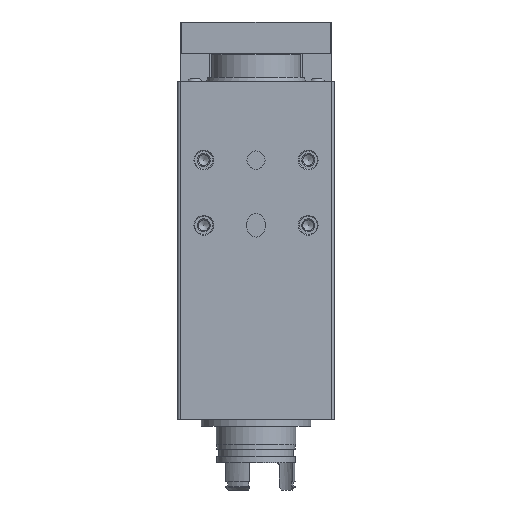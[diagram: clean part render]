
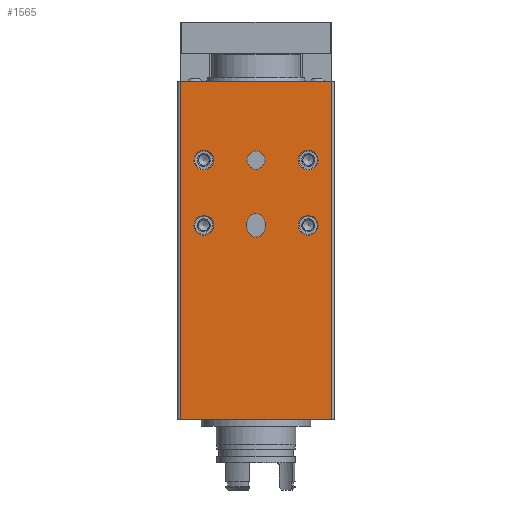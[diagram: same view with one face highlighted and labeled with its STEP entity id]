
A CAD part, front view. The second image highlights one B-rep face of the part: STEP entity #1565.
In plain terms, the highlighted planar face has unit normal (0, -1, 0).
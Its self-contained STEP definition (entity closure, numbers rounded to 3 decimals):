
#1565 = ADVANCED_FACE( '', ( #3428, #3429, #3430, #3431, #3432, #3433, #3434 ), #3435, .F. );
#3428 = FACE_BOUND( '', #5502, .T. );
#3429 = FACE_BOUND( '', #5503, .T. );
#3430 = FACE_BOUND( '', #5504, .T. );
#3431 = FACE_BOUND( '', #5505, .T. );
#3432 = FACE_OUTER_BOUND( '', #5506, .T. );
#3433 = FACE_BOUND( '', #5507, .T. );
#3434 = FACE_BOUND( '', #5508, .T. );
#3435 = PLANE( '', #5509 );
#5502 = EDGE_LOOP( '', ( #9571 ) );
#5503 = EDGE_LOOP( '', ( #9572 ) );
#5504 = EDGE_LOOP( '', ( #9573 ) );
#5505 = EDGE_LOOP( '', ( #9574 ) );
#5506 = EDGE_LOOP( '', ( #9575, #9576, #9577, #9578 ) );
#5507 = EDGE_LOOP( '', ( #9579 ) );
#5508 = EDGE_LOOP( '', ( #9580, #9581, #9582, #9583 ) );
#5509 = AXIS2_PLACEMENT_3D( '', #9584, #9585, #9586 );
#9571 = ORIENTED_EDGE( '', *, *, #11161, .F. );
#9572 = ORIENTED_EDGE( '', *, *, #12552, .F. );
#9573 = ORIENTED_EDGE( '', *, *, #11812, .F. );
#9574 = ORIENTED_EDGE( '', *, *, #12397, .F. );
#9575 = ORIENTED_EDGE( '', *, *, #11662, .T. );
#9576 = ORIENTED_EDGE( '', *, *, #11816, .F. );
#9577 = ORIENTED_EDGE( '', *, *, #12678, .F. );
#9578 = ORIENTED_EDGE( '', *, *, #12679, .T. );
#9579 = ORIENTED_EDGE( '', *, *, #11774, .T. );
#9580 = ORIENTED_EDGE( '', *, *, #12221, .T. );
#9581 = ORIENTED_EDGE( '', *, *, #12446, .T. );
#9582 = ORIENTED_EDGE( '', *, *, #12680, .T. );
#9583 = ORIENTED_EDGE( '', *, *, #11114, .T. );
#9584 = CARTESIAN_POINT( '', ( -29., -30., 129.5 ) );
#9585 = DIRECTION( '', ( 0., 1., 0. ) );
#9586 = DIRECTION( '', ( 0., 0., 1. ) );
#11114 = EDGE_CURVE( '', #13034, #13035, #13036, .T. );
#11161 = EDGE_CURVE( '', #13118, #13118, #13119, .T. );
#11662 = EDGE_CURVE( '', #13973, #13971, #13974, .T. );
#11774 = EDGE_CURVE( '', #14163, #14163, #14164, .T. );
#11812 = EDGE_CURVE( '', #14226, #14226, #14227, .T. );
#11816 = EDGE_CURVE( '', #14231, #13971, #14233, .T. );
#12221 = EDGE_CURVE( '', #13035, #14830, #14831, .T. );
#12397 = EDGE_CURVE( '', #15074, #15074, #15075, .T. );
#12446 = EDGE_CURVE( '', #14830, #15142, #15143, .T. );
#12552 = EDGE_CURVE( '', #15282, #15282, #15283, .T. );
#12678 = EDGE_CURVE( '', #15440, #14231, #15441, .T. );
#12679 = EDGE_CURVE( '', #15440, #13973, #15442, .T. );
#12680 = EDGE_CURVE( '', #15142, #13034, #15443, .T. );
#13034 = VERTEX_POINT( '', #15857 );
#13035 = VERTEX_POINT( '', #15858 );
#13036 = LINE( '', #15859, #15860 );
#13118 = VERTEX_POINT( '', #15964 );
#13119 = CIRCLE( '', #15965, 3.8 );
#13971 = VERTEX_POINT( '', #17436 );
#13973 = VERTEX_POINT( '', #17438 );
#13974 = LINE( '', #17439, #17440 );
#14163 = VERTEX_POINT( '', #17696 );
#14164 = CIRCLE( '', #17697, 3.5 );
#14226 = VERTEX_POINT( '', #17774 );
#14227 = CIRCLE( '', #17775, 3.8 );
#14231 = VERTEX_POINT( '', #17780 );
#14233 = LINE( '', #17782, #17783 );
#14830 = VERTEX_POINT( '', #18676 );
#14831 = CIRCLE( '', #18677, 3.5 );
#15074 = VERTEX_POINT( '', #19023 );
#15075 = CIRCLE( '', #19024, 3.8 );
#15142 = VERTEX_POINT( '', #19118 );
#15143 = LINE( '', #19119, #19120 );
#15282 = VERTEX_POINT( '', #19330 );
#15283 = CIRCLE( '', #19331, 3.8 );
#15440 = VERTEX_POINT( '', #19538 );
#15441 = LINE( '', #19539, #19540 );
#15442 = LINE( '', #19541, #19542 );
#15443 = CIRCLE( '', #19543, 3.5 );
#15857 = CARTESIAN_POINT( '', ( 3.5, -30., 75.5 ) );
#15858 = CARTESIAN_POINT( '', ( 3.5, -30., 73.5 ) );
#15859 = CARTESIAN_POINT( '', ( 3.5, -30., 75.5 ) );
#15860 = VECTOR( '', #20001, 1000. );
#15964 = CARTESIAN_POINT( '', ( -20., -30., 95.7 ) );
#15965 = AXIS2_PLACEMENT_3D( '', #20066, #20067, #20068 );
#17436 = CARTESIAN_POINT( '', ( 29., -30., 0. ) );
#17438 = CARTESIAN_POINT( '', ( -29., -30., 0. ) );
#17439 = CARTESIAN_POINT( '', ( -29., -30., 0. ) );
#17440 = VECTOR( '', #20787, 1000. );
#17696 = CARTESIAN_POINT( '', ( 3.5, -30., 99.5 ) );
#17697 = AXIS2_PLACEMENT_3D( '', #20961, #20962, #20963 );
#17774 = CARTESIAN_POINT( '', ( 20., -30., 70.7 ) );
#17775 = AXIS2_PLACEMENT_3D( '', #21023, #21024, #21025 );
#17780 = CARTESIAN_POINT( '', ( 29., -30., 129.5 ) );
#17782 = CARTESIAN_POINT( '', ( 29., -30., 129.5 ) );
#17783 = VECTOR( '', #21030, 1000. );
#18676 = CARTESIAN_POINT( '', ( -3.5, -30., 73.5 ) );
#18677 = AXIS2_PLACEMENT_3D( '', #21527, #21528, #21529 );
#19023 = CARTESIAN_POINT( '', ( 20., -30., 95.7 ) );
#19024 = AXIS2_PLACEMENT_3D( '', #21749, #21750, #21751 );
#19118 = CARTESIAN_POINT( '', ( -3.5, -30., 75.5 ) );
#19119 = CARTESIAN_POINT( '', ( -3.5, -30., 73.5 ) );
#19120 = VECTOR( '', #21806, 1000. );
#19330 = CARTESIAN_POINT( '', ( -20., -30., 70.7 ) );
#19331 = AXIS2_PLACEMENT_3D( '', #21919, #21920, #21921 );
#19538 = CARTESIAN_POINT( '', ( -29., -30., 129.5 ) );
#19539 = CARTESIAN_POINT( '', ( -29., -30., 129.5 ) );
#19540 = VECTOR( '', #22086, 1000. );
#19541 = CARTESIAN_POINT( '', ( -29., -30., 129.5 ) );
#19542 = VECTOR( '', #22087, 1000. );
#19543 = AXIS2_PLACEMENT_3D( '', #22088, #22089, #22090 );
#20001 = DIRECTION( '', ( 0., 0., -1. ) );
#20066 = CARTESIAN_POINT( '', ( -20., -30., 99.5 ) );
#20067 = DIRECTION( '', ( 0., -1., 0. ) );
#20068 = DIRECTION( '', ( 0., 0., -1. ) );
#20787 = DIRECTION( '', ( 1., 0., 0. ) );
#20961 = CARTESIAN_POINT( '', ( 0., -30., 99.5 ) );
#20962 = DIRECTION( '', ( 0., 1., 0. ) );
#20963 = DIRECTION( '', ( 1., 0., 0. ) );
#21023 = CARTESIAN_POINT( '', ( 20., -30., 74.5 ) );
#21024 = DIRECTION( '', ( 0., -1., 0. ) );
#21025 = DIRECTION( '', ( 0., 0., -1. ) );
#21030 = DIRECTION( '', ( 0., 0., -1. ) );
#21527 = CARTESIAN_POINT( '', ( 0., -30., 73.5 ) );
#21528 = DIRECTION( '', ( 0., 1., 0. ) );
#21529 = DIRECTION( '', ( 1., 0., 0. ) );
#21749 = CARTESIAN_POINT( '', ( 20., -30., 99.5 ) );
#21750 = DIRECTION( '', ( 0., -1., 0. ) );
#21751 = DIRECTION( '', ( 0., 0., -1. ) );
#21806 = DIRECTION( '', ( 0., 0., 1. ) );
#21919 = CARTESIAN_POINT( '', ( -20., -30., 74.5 ) );
#21920 = DIRECTION( '', ( 0., -1., 0. ) );
#21921 = DIRECTION( '', ( 0., 0., -1. ) );
#22086 = DIRECTION( '', ( 1., 0., 0. ) );
#22087 = DIRECTION( '', ( 0., 0., -1. ) );
#22088 = CARTESIAN_POINT( '', ( 0., -30., 75.5 ) );
#22089 = DIRECTION( '', ( 0., 1., 0. ) );
#22090 = DIRECTION( '', ( 1., 0., 0. ) );
